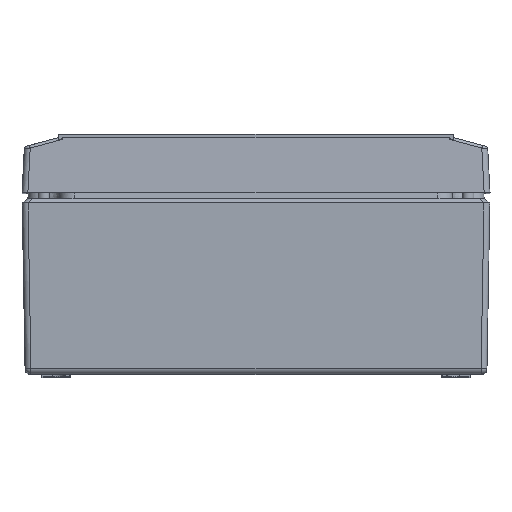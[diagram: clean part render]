
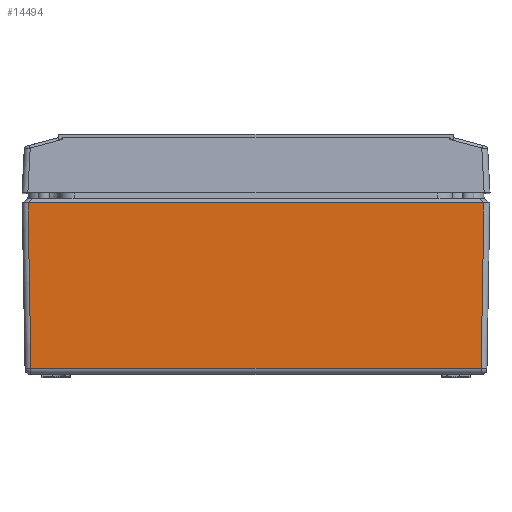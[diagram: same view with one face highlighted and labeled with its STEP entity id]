
A CAD part, top view. The second image highlights one B-rep face of the part: STEP entity #14494.
In plain terms, the highlighted planar face has unit normal (0, -0.018, 1).
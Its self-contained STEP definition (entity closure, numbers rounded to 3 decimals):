
#2645=FACE_OUTER_BOUND('',#3761,.T.);
#3761=EDGE_LOOP('',(#12264,#12265,#12266,#12267));
#4952=LINE('',#30724,#5784);
#4953=LINE('',#30726,#5785);
#4954=LINE('',#30728,#5786);
#4955=LINE('',#30729,#5787);
#5784=VECTOR('',#19665,1000.);
#5785=VECTOR('',#19666,1000.);
#5786=VECTOR('',#19667,1000.);
#5787=VECTOR('',#19668,1000.);
#7112=VERTEX_POINT('',#30722);
#7113=VERTEX_POINT('',#30723);
#7114=VERTEX_POINT('',#30725);
#7115=VERTEX_POINT('',#30727);
#8906=EDGE_CURVE('',#7112,#7113,#4952,.T.);
#8907=EDGE_CURVE('',#7113,#7114,#4953,.T.);
#8908=EDGE_CURVE('',#7114,#7115,#4954,.T.);
#8909=EDGE_CURVE('',#7115,#7112,#4955,.T.);
#12264=ORIENTED_EDGE('',*,*,#8906,.T.);
#12265=ORIENTED_EDGE('',*,*,#8907,.T.);
#12266=ORIENTED_EDGE('',*,*,#8908,.T.);
#12267=ORIENTED_EDGE('',*,*,#8909,.T.);
#13780=PLANE('',#16069);
#14494=ADVANCED_FACE('',(#2645),#13780,.T.);
#16069=AXIS2_PLACEMENT_3D('',#30721,#19663,#19664);
#19663=DIRECTION('center_axis',(0.,-0.017,1.));
#19664=DIRECTION('ref_axis',(0.,-1.,-0.017));
#19665=DIRECTION('',(1.,0.,0.));
#19666=DIRECTION('',(0.017,1.,0.017));
#19667=DIRECTION('',(-1.,0.,0.));
#19668=DIRECTION('',(0.017,-1.,-0.017));
#30721=CARTESIAN_POINT('Origin',(-80.,0.,80.));
#30722=CARTESIAN_POINT('',(-76.952,-60.035,78.952));
#30723=CARTESIAN_POINT('',(76.952,-60.035,78.952));
#30724=CARTESIAN_POINT('',(78.918,-60.035,78.952));
#30725=CARTESIAN_POINT('',(77.939,-3.5,79.939));
#30726=CARTESIAN_POINT('',(77.952,-2.756,79.952));
#30727=CARTESIAN_POINT('',(-77.939,-3.5,79.939));
#30728=CARTESIAN_POINT('',(-79.965,-3.5,79.939));
#30729=CARTESIAN_POINT('',(-78.001,0.035,80.001));
